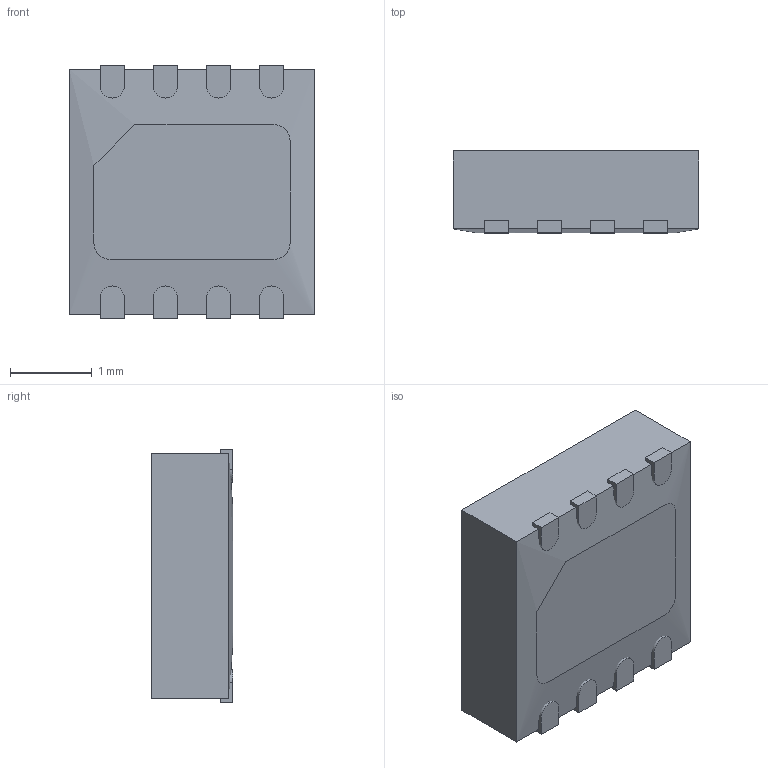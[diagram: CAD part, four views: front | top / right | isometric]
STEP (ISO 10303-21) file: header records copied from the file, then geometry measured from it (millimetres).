
FILE_DESCRIPTION (( 'STEP AP214' ), '1' );
FILE_NAME ( 'SON9P65_300X300X100L40X30T240X165.STEP', '2018-03-29T12:59:03', ( '' ), ( '' ), 'Part was generated with the free Library Expert Lite available at www.PCBLibraries.com. Removing line will violate the End User License Agreement.', '©2017 PCB Libraries, Inc.', '' );
FILE_SCHEMA (( 'AUTOMOTIVE_DESIGN' ));
Length unit declared in the file: millimetre
Products named in the file (1): SON9P65_300X300X100L40X30T240X165
Bounding box: 3 x 1 x 3.1 mm (x, y, z)
Volume: 8.7 mm3; surface area: 42.9 mm2
Topology: 10 solids, 10 shells, 100 faces, 234 edges, 156 vertices
Faces by surface type: plane 76, cylinder 22, torus 2
Entity records: 3239 total; most frequent: CARTESIAN_POINT 491, DIRECTION 486, ORIENTED_EDGE 468, EDGE_CURVE 234, VECTOR 184, LINE 184, VERTEX_POINT 156, AXIS2_PLACEMENT_3D 151
